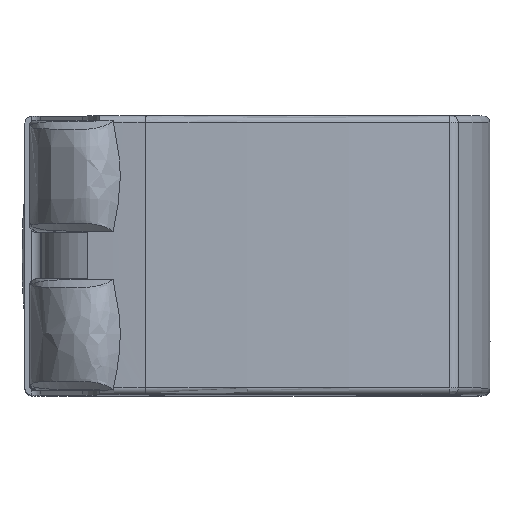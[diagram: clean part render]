
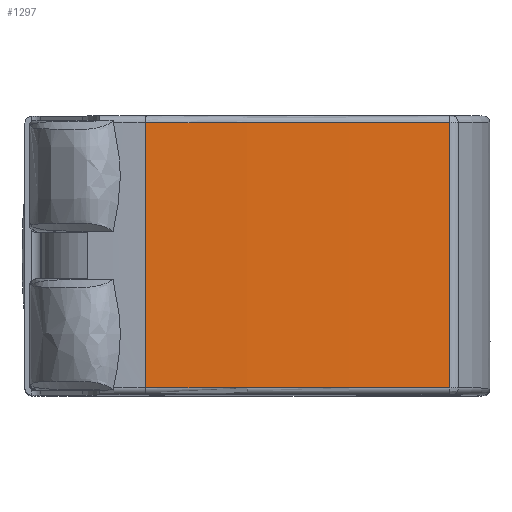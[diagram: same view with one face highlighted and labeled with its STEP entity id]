
A CAD part, top view. The second image highlights one B-rep face of the part: STEP entity #1297.
In plain terms, the highlighted cylindrical face has radius 137.017 mm (diameter 274.034 mm), a partial arc.
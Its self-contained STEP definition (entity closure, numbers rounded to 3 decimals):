
#80=CYLINDRICAL_SURFACE('',#6749,137.017);
#445=CIRCLE('',#6747,137.017);
#446=CIRCLE('',#6748,137.017);
#956=FACE_OUTER_BOUND('',#1884,.T.);
#1297=ADVANCED_FACE('',(#956),#80,.T.);
#1884=EDGE_LOOP('',(#2562,#2563,#2564,#2565));
#2562=ORIENTED_EDGE('',*,*,#5054,.T.);
#2563=ORIENTED_EDGE('',*,*,#5055,.T.);
#2564=ORIENTED_EDGE('',*,*,#5056,.T.);
#2565=ORIENTED_EDGE('',*,*,#4911,.T.);
#4227=VERTEX_POINT('',#10061);
#4232=VERTEX_POINT('',#10094);
#4354=VERTEX_POINT('',#10395);
#4355=VERTEX_POINT('',#10397);
#4911=EDGE_CURVE('',#4227,#4232,#5834,.T.);
#5054=EDGE_CURVE('',#4232,#4354,#445,.T.);
#5055=EDGE_CURVE('',#4354,#4355,#5855,.T.);
#5056=EDGE_CURVE('',#4355,#4227,#446,.T.);
#5834=LINE('',#10093,#6200);
#5855=LINE('',#10396,#6221);
#6200=VECTOR('',#7526,1.);
#6221=VECTOR('',#7833,1.);
#6747=AXIS2_PLACEMENT_3D('',#10394,#7831,#7832);
#6748=AXIS2_PLACEMENT_3D('',#10398,#7834,#7835);
#6749=AXIS2_PLACEMENT_3D('',#10399,#7836,#7837);
#7526=DIRECTION('',(0.,1.,0.));
#7831=DIRECTION('',(0.,-1.,0.));
#7832=DIRECTION('',(0.,0.,1.));
#7833=DIRECTION('',(0.,-1.,0.));
#7834=DIRECTION('',(0.,1.,0.));
#7835=DIRECTION('',(0.,0.,-1.));
#7836=DIRECTION('',(0.,1.,0.));
#7837=DIRECTION('',(0.,0.,-1.));
#10061=CARTESIAN_POINT('',(1.776,-11.69,2.962));
#10093=CARTESIAN_POINT('',(1.776,-17.49,2.962));
#10094=CARTESIAN_POINT('',(1.776,-0.29,2.962));
#10394=CARTESIAN_POINT('',(-11.303,-0.29,-133.429));
#10395=CARTESIAN_POINT('',(-11.303,-0.29,3.587));
#10396=CARTESIAN_POINT('',(-11.303,-5.99,3.587));
#10397=CARTESIAN_POINT('',(-11.303,-11.69,3.587));
#10398=CARTESIAN_POINT('',(-11.303,-11.69,-133.429));
#10399=CARTESIAN_POINT('',(-11.303,-17.49,-133.429));
